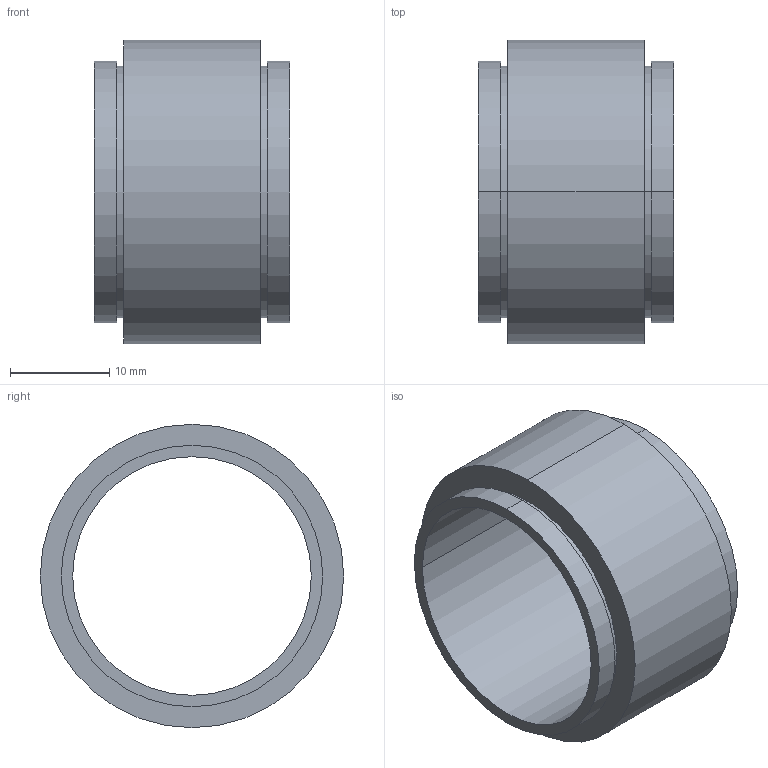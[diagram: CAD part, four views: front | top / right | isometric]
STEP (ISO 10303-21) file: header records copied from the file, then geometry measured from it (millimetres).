
FILE_DESCRIPTION (( 'STEP AP214' ), '1' );
FILE_NAME ('FAB-CH003 - 25 mm SM1 Mount.STEP', '2020-09-01T11:03:37', ( '' ), ( '' ), 'SwSTEP 2.0', 'SolidWorks 2020', '' );
FILE_SCHEMA (( 'AUTOMOTIVE_DESIGN' ));
Length unit declared in the file: millimetre
Products named in the file (1): FAB-CH003 - 25 mm SM1 Mount
Bounding box: 19.68 x 30.5 x 30.5 mm (x, y, z)
Volume: 4286.9 mm3; surface area: 4006.4 mm2
Topology: 1 solids, 1 shells, 18 faces, 36 edges, 24 vertices
Faces by surface type: cylinder 12, plane 6
Entity records: 522 total; most frequent: DIRECTION 98, CARTESIAN_POINT 79, ORIENTED_EDGE 72, AXIS2_PLACEMENT_3D 43, EDGE_CURVE 36, VERTEX_POINT 24, EDGE_LOOP 24, CIRCLE 24
